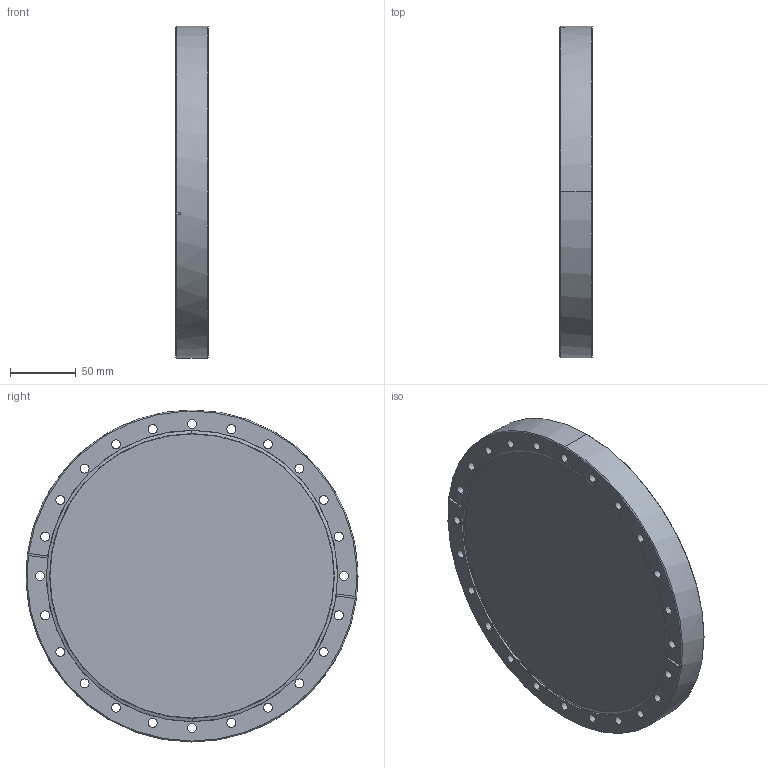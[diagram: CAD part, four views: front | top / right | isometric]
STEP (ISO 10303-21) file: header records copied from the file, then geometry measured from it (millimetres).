
FILE_DESCRIPTION (( 'STEP AP203' ), '1' );
FILE_NAME ('130032_C.STEP', '2024-03-19T04:55:23', ( '' ), ( '' ), 'SwSTEP 2.0', 'SolidWorks 2022', '' );
FILE_SCHEMA (( 'CONFIG_CONTROL_DESIGN' ));
Length unit declared in the file: inch
Products named in the file (1): 130032_C
Bounding box: 24.64 x 253.24 x 253.24 mm (x, y, z)
Volume: 1168187.3 mm3; surface area: 132325.1 mm2
Topology: 1 solids, 1 shells, 77 faces, 212 edges, 137 vertices
Faces by surface type: cylinder 56, plane 8, cone 7, torus 6
Entity records: 2698 total; most frequent: DIRECTION 493, CARTESIAN_POINT 451, ORIENTED_EDGE 424, EDGE_CURVE 212, AXIS2_PLACEMENT_3D 211, VERTEX_POINT 137, CIRCLE 133, EDGE_LOOP 125
